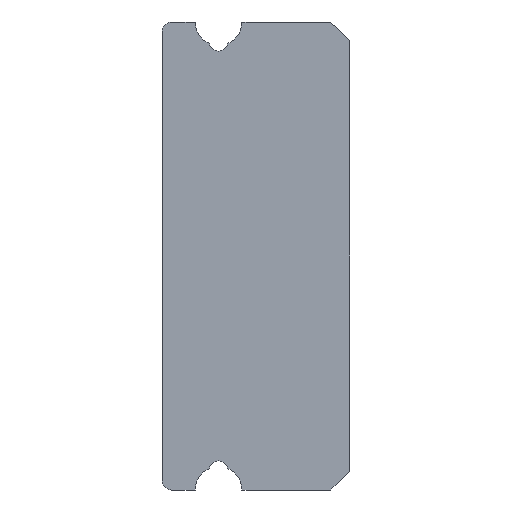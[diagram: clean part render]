
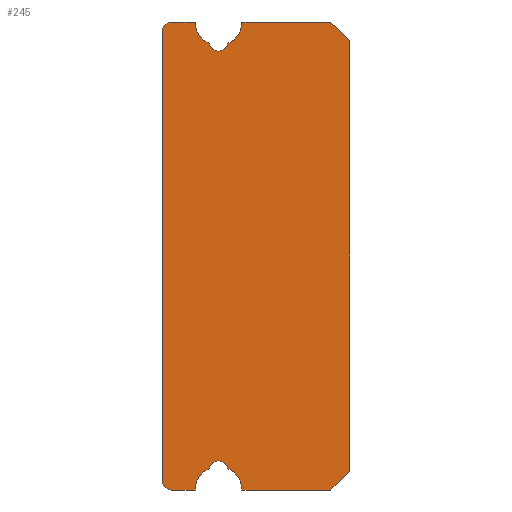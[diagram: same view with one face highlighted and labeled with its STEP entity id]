
A CAD part, left-side view. The second image highlights one B-rep face of the part: STEP entity #245.
In plain terms, the highlighted planar face has unit normal (-1, 0, 0).
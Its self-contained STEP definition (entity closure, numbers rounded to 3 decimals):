
#117 = VERTEX_POINT ( 'NONE', #735 ) ;
#118 = VERTEX_POINT ( 'NONE', #780 ) ;
#121 = VERTEX_POINT ( 'NONE', #784 ) ;
#125 = VERTEX_POINT ( 'NONE', #778 ) ;
#138 = EDGE_CURVE ( 'NONE', #224, #140, #783, .T. ) ;
#140 = VERTEX_POINT ( 'NONE', #800 ) ;
#156 = EDGE_CURVE ( 'NONE', #158, #125, #753, .T. ) ;
#158 = VERTEX_POINT ( 'NONE', #749 ) ;
#167 = EDGE_CURVE ( 'NONE', #180, #121, #864, .T. ) ;
#176 = VERTEX_POINT ( 'NONE', #840 ) ;
#180 = VERTEX_POINT ( 'NONE', #866 ) ;
#189 = EDGE_CURVE ( 'NONE', #190, #191, #846, .T. ) ;
#190 = VERTEX_POINT ( 'NONE', #858 ) ;
#191 = VERTEX_POINT ( 'NONE', #857 ) ;
#195 = ORIENTED_EDGE ( 'NONE', *, *, #156, .F. ) ;
#196 = ORIENTED_EDGE ( 'NONE', *, *, #263, .T. ) ;
#197 = ORIENTED_EDGE ( 'NONE', *, *, #138, .F. ) ;
#198 = ORIENTED_EDGE ( 'NONE', *, *, #220, .F. ) ;
#199 = ORIENTED_EDGE ( 'NONE', *, *, #270, .T. ) ;
#200 = VERTEX_POINT ( 'NONE', #888 ) ;
#201 = EDGE_CURVE ( 'NONE', #200, #210, #903, .T. ) ;
#205 = EDGE_CURVE ( 'NONE', #230, #200, #895, .T. ) ;
#206 = ORIENTED_EDGE ( 'NONE', *, *, #419, .F. ) ;
#209 = EDGE_CURVE ( 'NONE', #249, #568, #933, .T. ) ;
#210 = VERTEX_POINT ( 'NONE', #890 ) ;
#220 = EDGE_CURVE ( 'NONE', #176, #224, #932, .T. ) ;
#224 = VERTEX_POINT ( 'NONE', #928 ) ;
#225 = EDGE_CURVE ( 'NONE', #140, #210, #927, .T. ) ;
#228 = ORIENTED_EDGE ( 'NONE', *, *, #229, .T. ) ;
#229 = EDGE_CURVE ( 'NONE', #190, #230, #911, .T. ) ;
#230 = VERTEX_POINT ( 'NONE', #906 ) ;
#231 = ORIENTED_EDGE ( 'NONE', *, *, #248, .T. ) ;
#241 = EDGE_CURVE ( 'NONE', #117, #191, #968, .T. ) ;
#242 = ORIENTED_EDGE ( 'NONE', *, *, #189, .F. ) ;
#243 = ORIENTED_EDGE ( 'NONE', *, *, #205, .T. ) ;
#245 = ADVANCED_FACE ( 'NONE', ( #945 ), #956, .F. ) ;
#248 = EDGE_CURVE ( 'NONE', #180, #249, #949, .T. ) ;
#249 = VERTEX_POINT ( 'NONE', #1009 ) ;
#250 = EDGE_LOOP ( 'NONE', ( #266, #267, #242, #228, #243, #264, #261, #197, #198, #206, #255, #231, #252, #254, #199, #195, #196 ) ) ;
#252 = ORIENTED_EDGE ( 'NONE', *, *, #209, .T. ) ;
#254 = ORIENTED_EDGE ( 'NONE', *, *, #480, .T. ) ;
#255 = ORIENTED_EDGE ( 'NONE', *, *, #167, .F. ) ;
#258 = EDGE_CURVE ( 'NONE', #117, #118, #990, .T. ) ;
#261 = ORIENTED_EDGE ( 'NONE', *, *, #225, .F. ) ;
#263 = EDGE_CURVE ( 'NONE', #158, #118, #976, .T. ) ;
#264 = ORIENTED_EDGE ( 'NONE', *, *, #201, .T. ) ;
#266 = ORIENTED_EDGE ( 'NONE', *, *, #258, .F. ) ;
#267 = ORIENTED_EDGE ( 'NONE', *, *, #241, .T. ) ;
#270 = EDGE_CURVE ( 'NONE', #493, #125, #1018, .T. ) ;
#419 = EDGE_CURVE ( 'NONE', #121, #176, #1164, .T. ) ;
#480 = EDGE_CURVE ( 'NONE', #568, #493, #1267, .T. ) ;
#493 = VERTEX_POINT ( 'NONE', #1369 ) ;
#568 = VERTEX_POINT ( 'NONE', #1338 ) ;
#735 = CARTESIAN_POINT ( 'NONE',  ( -50., 4., -4.8 ) ) ;
#749 = CARTESIAN_POINT ( 'NONE',  ( -50., 3.8, 5. ) ) ;
#750 = VECTOR ( 'NONE', #751, 1000. ) ;
#751 = DIRECTION ( 'NONE',  ( 0., -1., 0. ) ) ;
#752 = CARTESIAN_POINT ( 'NONE',  ( -50., 0.4, 5. ) ) ;
#753 = LINE ( 'NONE', #752, #750 ) ;
#778 = CARTESIAN_POINT ( 'NONE',  ( -50., 3.3, 5. ) ) ;
#780 = CARTESIAN_POINT ( 'NONE',  ( -50., 4., 4.8 ) ) ;
#781 = VECTOR ( 'NONE', #801, 1000. ) ;
#782 = CARTESIAN_POINT ( 'NONE',  ( -50., 0., -4.6 ) ) ;
#783 = LINE ( 'NONE', #782, #781 ) ;
#784 = CARTESIAN_POINT ( 'NONE',  ( -50., 0.4, 5. ) ) ;
#800 = CARTESIAN_POINT ( 'NONE',  ( -50., 0.4, -5. ) ) ;
#801 = DIRECTION ( 'NONE',  ( 0., 0.707, -0.707 ) ) ;
#813 = DIRECTION ( 'NONE',  ( 0., -1., 0. ) ) ;
#815 = CARTESIAN_POINT ( 'NONE',  ( -50., 0.4, 5. ) ) ;
#817 = VECTOR ( 'NONE', #813, 1000. ) ;
#840 = CARTESIAN_POINT ( 'NONE',  ( -50., 0., 4.6 ) ) ;
#846 = LINE ( 'NONE', #861, #860 ) ;
#851 = CARTESIAN_POINT ( 'NONE',  ( -50., 2.8, 5. ) ) ;
#852 = AXIS2_PLACEMENT_3D ( 'NONE', #851, #886, #881 ) ;
#857 = CARTESIAN_POINT ( 'NONE',  ( -50., 3.8, -5. ) ) ;
#858 = CARTESIAN_POINT ( 'NONE',  ( -50., 3.3, -5. ) ) ;
#859 = DIRECTION ( 'NONE',  ( 0., 1., 0. ) ) ;
#860 = VECTOR ( 'NONE', #859, 1000. ) ;
#861 = CARTESIAN_POINT ( 'NONE',  ( -50., 0.4, -5. ) ) ;
#864 = LINE ( 'NONE', #815, #817 ) ;
#866 = CARTESIAN_POINT ( 'NONE',  ( -50., 2.3, 5. ) ) ;
#876 = DIRECTION ( 'NONE',  ( 0., 0., -1. ) ) ;
#877 = DIRECTION ( 'NONE',  ( 1., 0., 0. ) ) ;
#878 = CARTESIAN_POINT ( 'NONE',  ( -50., 2.8, -5. ) ) ;
#881 = DIRECTION ( 'NONE',  ( 0., 0., 1. ) ) ;
#886 = DIRECTION ( 'NONE',  ( 1., 0., 0. ) ) ;
#887 = AXIS2_PLACEMENT_3D ( 'NONE', #878, #877, #876 ) ;
#888 = CARTESIAN_POINT ( 'NONE',  ( -50., 2.604, -4.54 ) ) ;
#890 = CARTESIAN_POINT ( 'NONE',  ( -50., 2.3, -5. ) ) ;
#891 = DIRECTION ( 'NONE',  ( 0., 0., 1. ) ) ;
#892 = DIRECTION ( 'NONE',  ( 1., 0., 0. ) ) ;
#893 = CARTESIAN_POINT ( 'NONE',  ( -50., 2.8, 4.58 ) ) ;
#894 = AXIS2_PLACEMENT_3D ( 'NONE', #893, #892, #891 ) ;
#895 = CIRCLE ( 'NONE', #901, 0.2 ) ;
#898 = DIRECTION ( 'NONE',  ( 0., 0., -1. ) ) ;
#899 = DIRECTION ( 'NONE',  ( 1., 0., 0. ) ) ;
#900 = CARTESIAN_POINT ( 'NONE',  ( -50., 2.8, -4.58 ) ) ;
#901 = AXIS2_PLACEMENT_3D ( 'NONE', #900, #899, #898 ) ;
#903 = CIRCLE ( 'NONE', #887, 0.5 ) ;
#906 = CARTESIAN_POINT ( 'NONE',  ( -50., 2.996, -4.54 ) ) ;
#907 = DIRECTION ( 'NONE',  ( 0., 0., -1. ) ) ;
#908 = DIRECTION ( 'NONE',  ( 1., 0., 0. ) ) ;
#909 = CARTESIAN_POINT ( 'NONE',  ( -50., 2.8, -5. ) ) ;
#910 = AXIS2_PLACEMENT_3D ( 'NONE', #909, #908, #907 ) ;
#911 = CIRCLE ( 'NONE', #910, 0.5 ) ;
#912 = DIRECTION ( 'NONE',  ( 0., 1., 0. ) ) ;
#913 = VECTOR ( 'NONE', #912, 1000. ) ;
#914 = CARTESIAN_POINT ( 'NONE',  ( -50., 0.4, -5. ) ) ;
#927 = LINE ( 'NONE', #914, #913 ) ;
#928 = CARTESIAN_POINT ( 'NONE',  ( -50., 0., -4.6 ) ) ;
#929 = DIRECTION ( 'NONE',  ( 0., 0., -1. ) ) ;
#930 = VECTOR ( 'NONE', #929, 1000. ) ;
#931 = CARTESIAN_POINT ( 'NONE',  ( -50., 0., -4.6 ) ) ;
#932 = LINE ( 'NONE', #931, #930 ) ;
#933 = CIRCLE ( 'NONE', #894, 0.2 ) ;
#945 = FACE_OUTER_BOUND ( 'NONE', #250, .T. ) ;
#949 = CIRCLE ( 'NONE', #852, 0.5 ) ;
#951 = DIRECTION ( 'NONE',  ( 0., 0., -1. ) ) ;
#952 = DIRECTION ( 'NONE',  ( 1., 0., 0. ) ) ;
#953 = CARTESIAN_POINT ( 'NONE',  ( -50., 0., 5. ) ) ;
#954 = DIRECTION ( 'NONE',  ( 1., 0., 0. ) ) ;
#955 = AXIS2_PLACEMENT_3D ( 'NONE', #953, #952, #951 ) ;
#956 = PLANE ( 'NONE',  #955 ) ;
#965 = DIRECTION ( 'NONE',  ( 0., 0., -1. ) ) ;
#966 = DIRECTION ( 'NONE',  ( -1., 0., 0. ) ) ;
#967 = AXIS2_PLACEMENT_3D ( 'NONE', #970, #966, #965 ) ;
#968 = CIRCLE ( 'NONE', #967, 0.2 ) ;
#970 = CARTESIAN_POINT ( 'NONE',  ( -50., 3.8, -4.8 ) ) ;
#975 = AXIS2_PLACEMENT_3D ( 'NONE', #991, #980, #979 ) ;
#976 = CIRCLE ( 'NONE', #975, 0.2 ) ;
#979 = DIRECTION ( 'NONE',  ( 0., 0., -1. ) ) ;
#980 = DIRECTION ( 'NONE',  ( -1., 0., 0. ) ) ;
#987 = DIRECTION ( 'NONE',  ( 0., 0., 1. ) ) ;
#988 = DIRECTION ( 'NONE',  ( 1., 0., 0. ) ) ;
#990 = LINE ( 'NONE', #1012, #1011 ) ;
#991 = CARTESIAN_POINT ( 'NONE',  ( -50., 3.8, 4.8 ) ) ;
#995 = CARTESIAN_POINT ( 'NONE',  ( -50., 2.8, 5. ) ) ;
#1001 = DIRECTION ( 'NONE',  ( 0., 0., 1. ) ) ;
#1009 = CARTESIAN_POINT ( 'NONE',  ( -50., 2.604, 4.54 ) ) ;
#1010 = DIRECTION ( 'NONE',  ( 0., 0., 1. ) ) ;
#1011 = VECTOR ( 'NONE', #1010, 1000. ) ;
#1012 = CARTESIAN_POINT ( 'NONE',  ( -50., 4., -5. ) ) ;
#1017 = AXIS2_PLACEMENT_3D ( 'NONE', #995, #988, #987 ) ;
#1018 = CIRCLE ( 'NONE', #1017, 0.5 ) ;
#1049 = CARTESIAN_POINT ( 'NONE',  ( -50., 2.8, 4.58 ) ) ;
#1050 = AXIS2_PLACEMENT_3D ( 'NONE', #1049, #954, #1001 ) ;
#1161 = DIRECTION ( 'NONE',  ( 0., -0.707, -0.707 ) ) ;
#1162 = VECTOR ( 'NONE', #1161, 1000. ) ;
#1163 = CARTESIAN_POINT ( 'NONE',  ( -50., 0., 4.6 ) ) ;
#1164 = LINE ( 'NONE', #1163, #1162 ) ;
#1267 = CIRCLE ( 'NONE', #1050, 0.2 ) ;
#1338 = CARTESIAN_POINT ( 'NONE',  ( -50., 2.8, 4.38 ) ) ;
#1369 = CARTESIAN_POINT ( 'NONE',  ( -50., 2.996, 4.54 ) ) ;
